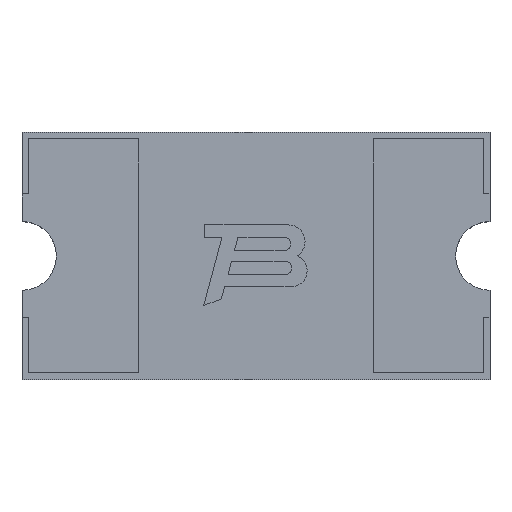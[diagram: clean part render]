
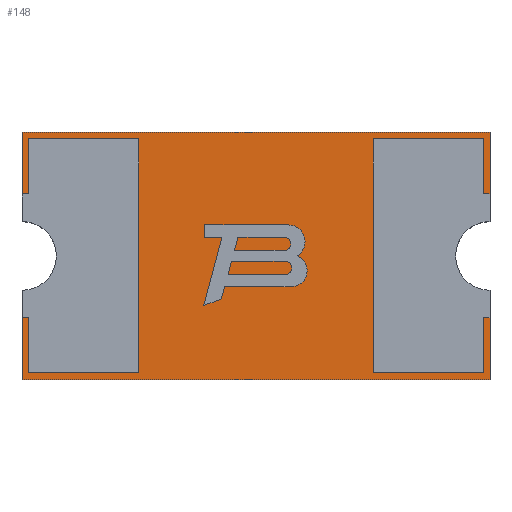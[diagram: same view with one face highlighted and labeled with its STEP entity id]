
A CAD part, top view. The second image highlights one B-rep face of the part: STEP entity #148.
In plain terms, the highlighted planar face has unit normal (0, 0, 1).
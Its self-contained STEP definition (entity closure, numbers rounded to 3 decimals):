
#148=ADVANCED_FACE('',(#1738),#1740,.T.);
#1738=FACE_BOUND('',#1739,.T.);
#1739=EDGE_LOOP('',(#2987,#2988,#2989,#2990,#2991,#2992,#2993,#2994));
#1740=PLANE('',#1741);
#1741=AXIS2_PLACEMENT_3D('',#1742,#1743,#1744);
#1742=CARTESIAN_POINT('',(0.,0.,0.8));
#1743=DIRECTION('',(0.,0.,1.));
#1744=DIRECTION('',(1.,0.,0.));
#2987=ORIENTED_EDGE('',*,*,#3964,.T.);
#2988=ORIENTED_EDGE('',*,*,#3965,.T.);
#2989=ORIENTED_EDGE('',*,*,#3966,.T.);
#2990=ORIENTED_EDGE('',*,*,#3955,.T.);
#2991=ORIENTED_EDGE('',*,*,#3963,.T.);
#2992=ORIENTED_EDGE('',*,*,#3967,.T.);
#2993=ORIENTED_EDGE('',*,*,#3968,.T.);
#2994=ORIENTED_EDGE('',*,*,#3969,.T.);
#3955=EDGE_CURVE('',#4452,#4450,#4453,.T.);
#3963=EDGE_CURVE('',#4450,#4464,#4466,.T.);
#3964=EDGE_CURVE('',#4467,#4468,#4469,.T.);
#3965=EDGE_CURVE('',#4468,#4470,#4471,.T.);
#3966=EDGE_CURVE('',#4470,#4452,#4472,.T.);
#3967=EDGE_CURVE('',#4464,#4473,#4474,.T.);
#3968=EDGE_CURVE('',#4473,#4475,#4476,.T.);
#3969=EDGE_CURVE('',#4475,#4467,#4477,.T.);
#4450=VERTEX_POINT('',#5287);
#4452=VERTEX_POINT('',#5291);
#4453=CIRCLE('',#5292,0.3);
#4464=VERTEX_POINT('',#5319);
#4466=LINE('',#5323,#5324);
#4467=VERTEX_POINT('',#5326);
#4468=VERTEX_POINT('',#5327);
#4469=LINE('',#5328,#5329);
#4470=VERTEX_POINT('',#5331);
#4471=LINE('',#5332,#5333);
#4472=LINE('',#5335,#5336);
#4473=VERTEX_POINT('',#5338);
#4474=LINE('',#5339,#5340);
#4475=VERTEX_POINT('',#5342);
#4476=LINE('',#5343,#5344);
#4477=CIRCLE('',#5346,0.3);
#5287=CARTESIAN_POINT('',(-1.7,-0.3,0.8));
#5291=CARTESIAN_POINT('',(-1.7,0.3,0.8));
#5292=AXIS2_PLACEMENT_3D('',#5293,#5294,#5295);
#5293=CARTESIAN_POINT('',(-1.7,0.,0.8));
#5294=DIRECTION('',(0.,0.,-1.));
#5295=DIRECTION('',(0.,1.,0.));
#5319=CARTESIAN_POINT('',(-1.7,-0.9,0.8));
#5323=CARTESIAN_POINT('',(-1.7,-0.3,0.8));
#5324=VECTOR('',#5325,1.);
#5325=DIRECTION('',(0.,-1.,0.));
#5326=CARTESIAN_POINT('',(1.7,0.3,0.8));
#5327=CARTESIAN_POINT('',(1.7,0.9,0.8));
#5328=CARTESIAN_POINT('',(1.7,0.3,0.8));
#5329=VECTOR('',#5330,1.);
#5330=DIRECTION('',(0.,1.,0.));
#5331=CARTESIAN_POINT('',(-1.7,0.9,0.8));
#5332=CARTESIAN_POINT('',(1.7,0.9,0.8));
#5333=VECTOR('',#5334,1.);
#5334=DIRECTION('',(-1.,0.,0.));
#5335=CARTESIAN_POINT('',(-1.7,0.9,0.8));
#5336=VECTOR('',#5337,1.);
#5337=DIRECTION('',(0.,-1.,0.));
#5338=CARTESIAN_POINT('',(1.7,-0.9,0.8));
#5339=CARTESIAN_POINT('',(-1.7,-0.9,0.8));
#5340=VECTOR('',#5341,1.);
#5341=DIRECTION('',(1.,0.,0.));
#5342=CARTESIAN_POINT('',(1.7,-0.3,0.8));
#5343=CARTESIAN_POINT('',(1.7,-0.9,0.8));
#5344=VECTOR('',#5345,1.);
#5345=DIRECTION('',(0.,1.,0.));
#5346=AXIS2_PLACEMENT_3D('',#5347,#5348,#5349);
#5347=CARTESIAN_POINT('',(1.7,0.,0.8));
#5348=DIRECTION('',(0.,0.,-1.));
#5349=DIRECTION('',(0.,-1.,0.));
